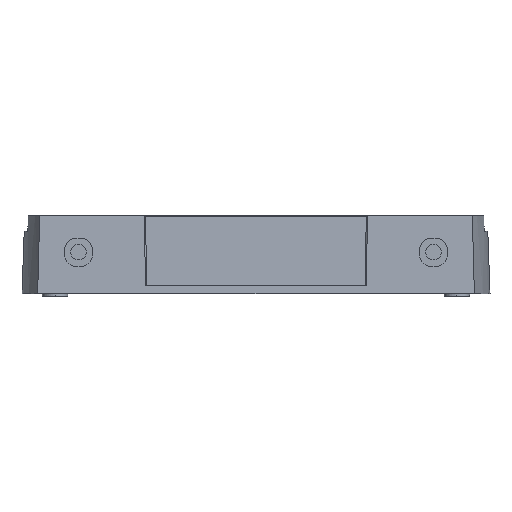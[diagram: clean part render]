
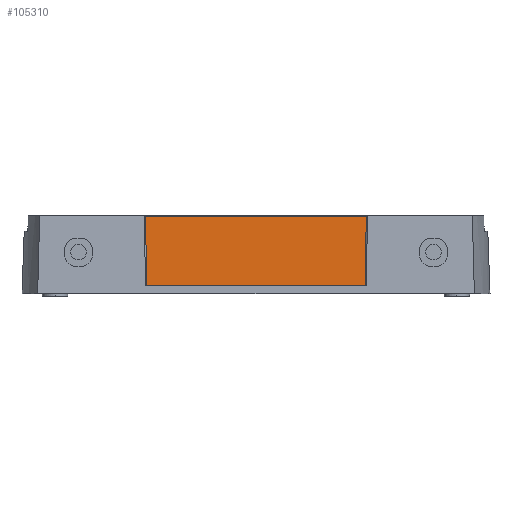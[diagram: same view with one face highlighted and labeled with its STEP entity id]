
A CAD part, left-side view. The second image highlights one B-rep face of the part: STEP entity #105310.
In plain terms, the highlighted face is planar.
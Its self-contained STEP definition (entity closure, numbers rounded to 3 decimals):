
#71780=CARTESIAN_POINT('',(27.13,9.006,
0.));
#71790=VERTEX_POINT('',#71780);
#71960=CARTESIAN_POINT('',(27.13,-47.052,
0.));
#71970=VERTEX_POINT('',#71960);
#72000=CARTESIAN_POINT('',(27.13,0.,0.));
#72010=DIRECTION('',(0.,1.,0.));
#72020=VECTOR('',#72010,1.);
#72030=LINE('',#72000,#72020);
#72040=EDGE_CURVE('',#71970,#71790,#72030,.T.);
#82180=CARTESIAN_POINT('',(27.13,-47.052,0.));
#82190=DIRECTION('',(-0.035,-0.014,
0.999));
#82200=VECTOR('',#82190,1.);
#82210=LINE('',#82180,#82200);
#82220=CARTESIAN_POINT('',(26.512,-47.308,
17.7));
#82230=VERTEX_POINT('',#82220);
#82240=EDGE_CURVE('',#71970,#82230,#82210,.T.);
#84170=CARTESIAN_POINT('',(26.512,9.262,
17.7));
#84180=VERTEX_POINT('',#84170);
#84390=CARTESIAN_POINT('',(27.13,9.006,0.));
#84400=DIRECTION('',(-0.035,0.014,
0.999));
#84410=VECTOR('',#84400,1.);
#84420=LINE('',#84390,#84410);
#84430=EDGE_CURVE('',#71790,#84180,#84420,.T.);
#105150=CARTESIAN_POINT('',(27.2,0.71,
-2.));
#105160=DIRECTION('',(0.999,0.,
0.035));
#105170=DIRECTION('',(0.,1.,0.));
#105180=AXIS2_PLACEMENT_3D('',#105150,#105160,#105170);
#105190=PLANE('',#105180);
#105200=ORIENTED_EDGE('',*,*,#84430,.T.);
#105210=ORIENTED_EDGE('',*,*,#72040,.T.);
#105220=ORIENTED_EDGE('',*,*,#82240,.F.);
#105230=CARTESIAN_POINT('',(26.512,0.,17.7));
#105240=DIRECTION('',(0.,-1.,0.));
#105250=VECTOR('',#105240,1.);
#105260=LINE('',#105230,#105250);
#105270=EDGE_CURVE('',#84180,#82230,#105260,.T.);
#105280=ORIENTED_EDGE('',*,*,#105270,.T.);
#105290=EDGE_LOOP('',(#105280,#105220,#105210,#105200));
#105300=FACE_OUTER_BOUND('',#105290,.T.);
#105310=ADVANCED_FACE('',(#105300),#105190,.T.);
